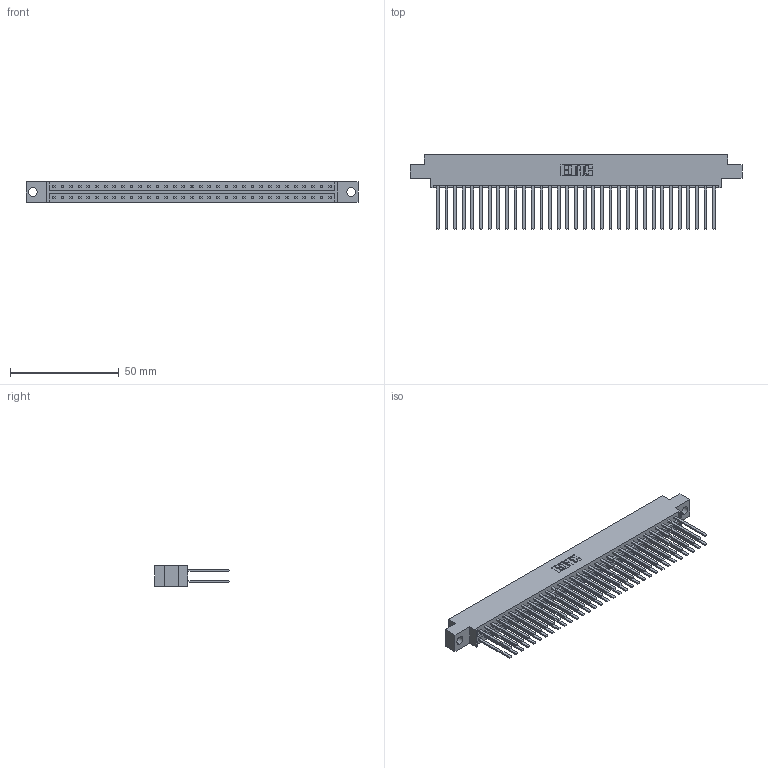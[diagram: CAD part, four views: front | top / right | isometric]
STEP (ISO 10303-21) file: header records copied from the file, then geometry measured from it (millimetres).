
FILE_DESCRIPTION (( 'STEP AP203' ), '1' );
FILE_NAME ('833-066-544-804.STEP', '2020-06-05T09:16:12', ( '' ), ( '' ), 'SwSTEP 2.0', 'SolidWorks 2020', '' );
FILE_SCHEMA (( 'CONFIG_CONTROL_DESIGN' ));
Length unit declared in the file: inch
Products named in the file (3): 833 Part_Offset - .156 Dia - TH; 833-066-544-804; 345-292-001_345-293-144
Assembly tree (67 placements, depth 2):
  833-066-544-804
    833 Part_Offset - .156 Dia - TH
    345-292-001_345-293-144  x66
Bounding box: 152.3 x 34.3 x 9.4 mm (x, y, z)
Volume: 16074.2 mm3; surface area: 21906.1 mm2
Topology: 67 solids, 67 shells, 3154 faces, 9365 edges, 6154 vertices
Faces by surface type: plane 2186, cylinder 968
Entity records: 22345 total; most frequent: CARTESIAN_POINT 3714, ORIENTED_EDGE 3650, DIRECTION 3185, EDGE_CURVE 1825, LINE 1701, VECTOR 1701, VERTEX_POINT 1214, AXIS2_PLACEMENT_3D 742
